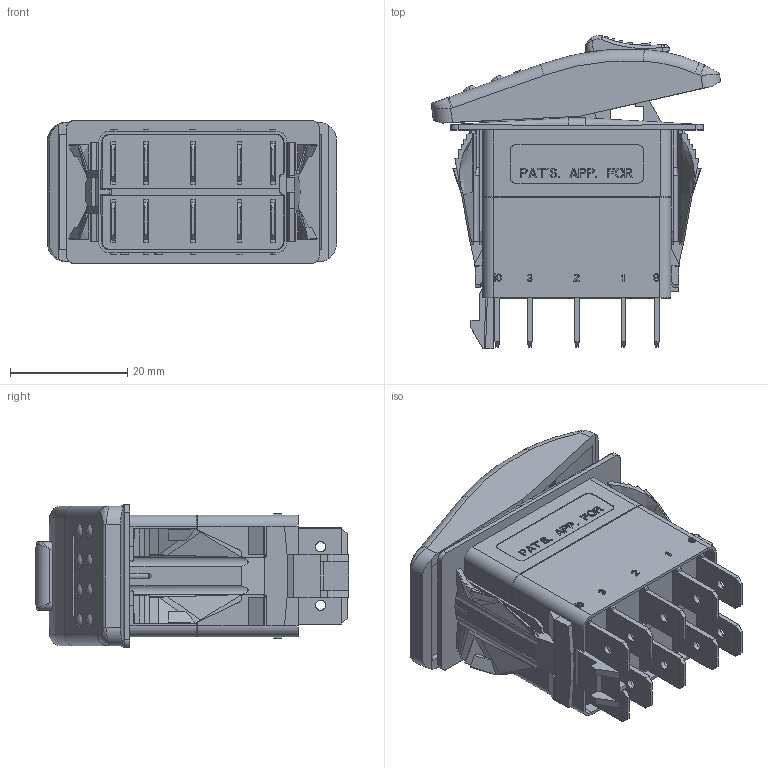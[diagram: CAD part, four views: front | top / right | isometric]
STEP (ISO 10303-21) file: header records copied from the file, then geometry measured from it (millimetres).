
FILE_DESCRIPTION((''),'2;1');
FILE_NAME('VDD2HWTB-A3E00-1_SW0001','2011-09-04T',('leads.cao'),(''),'PRO/ENGINEER BY PARAMETRIC TECHNOLOGY CORPORATION, 2010280','PRO/ENGINEER BY PARAMETRIC TECHNOLOGY CORPORATION, 2010280','');
FILE_SCHEMA(('CONFIG_CONTROL_DESIGN'));
Products named in the file (1): VDD2HWTB-A3E00-1_SW0001
Bounding box: 49.42 x 53.51 x 24.38 mm (x, y, z)
Volume: 15344.8 mm3; surface area: 20170.9 mm2
Topology: 1 solids, 1 shells, 2417 faces, 6864 edges, 4465 vertices
Faces by surface type: plane 1995, cylinder 257, bspline 89, cone 32, torus 26, sphere 18
Entity records: 81465 total; most frequent: CARTESIAN_POINT 19291, ORIENTED_EDGE 13648, DIRECTION 11722, EDGE_CURVE 6824, VECTOR 5876, LINE 5876, VERTEX_POINT 4465, AXIS2_PLACEMENT_3D 2923
